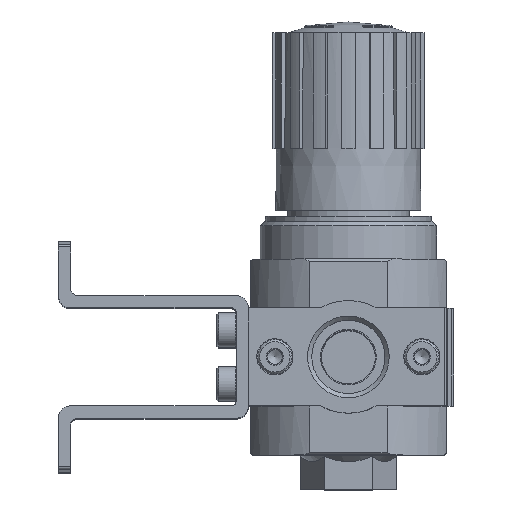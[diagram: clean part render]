
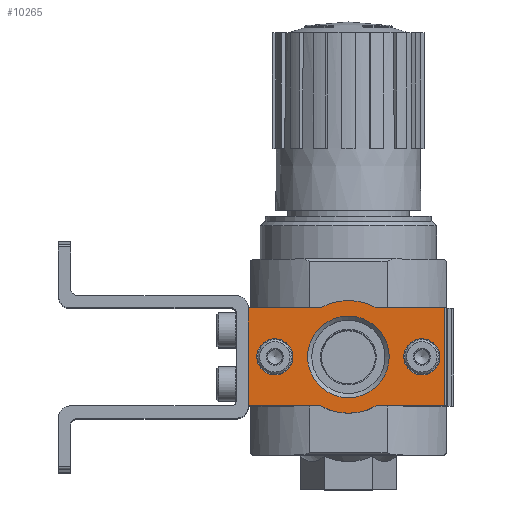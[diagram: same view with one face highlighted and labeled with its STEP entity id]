
A CAD part, top view. The second image highlights one B-rep face of the part: STEP entity #10265.
In plain terms, the highlighted face is planar.
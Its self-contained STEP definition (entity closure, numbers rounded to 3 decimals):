
#411=PLANE('',#11088);
#791=LINE('',#15732,#1445);
#795=LINE('',#15740,#1449);
#799=LINE('',#15752,#1453);
#802=LINE('',#15762,#1456);
#805=LINE('',#15768,#1459);
#808=LINE('',#15777,#1462);
#1445=VECTOR('',#12761,1000.);
#1449=VECTOR('',#12767,1000.);
#1453=VECTOR('',#12779,1000.);
#1456=VECTOR('',#12788,1000.);
#1459=VECTOR('',#12793,1000.);
#1462=VECTOR('',#12804,1000.);
#2916=ORIENTED_EDGE('',*,*,#4959,.T.);
#2917=ORIENTED_EDGE('',*,*,#4960,.T.);
#2918=ORIENTED_EDGE('',*,*,#4961,.T.);
#2919=ORIENTED_EDGE('',*,*,#4935,.T.);
#2920=ORIENTED_EDGE('',*,*,#4939,.T.);
#2921=ORIENTED_EDGE('',*,*,#4942,.T.);
#2922=ORIENTED_EDGE('',*,*,#4945,.T.);
#2923=ORIENTED_EDGE('',*,*,#4950,.T.);
#2924=ORIENTED_EDGE('',*,*,#4953,.T.);
#2925=ORIENTED_EDGE('',*,*,#4956,.T.);
#2926=ORIENTED_EDGE('',*,*,#4958,.T.);
#4935=EDGE_CURVE('',#6055,#6054,#791,.T.);
#4939=EDGE_CURVE('',#6054,#6057,#795,.T.);
#4942=EDGE_CURVE('',#6057,#6059,#6798,.T.);
#4945=EDGE_CURVE('',#6059,#6061,#799,.T.);
#4950=EDGE_CURVE('',#6061,#6065,#802,.T.);
#4953=EDGE_CURVE('',#6065,#6067,#805,.T.);
#4956=EDGE_CURVE('',#6067,#6069,#6802,.T.);
#4958=EDGE_CURVE('',#6069,#6055,#808,.T.);
#4959=EDGE_CURVE('',#6070,#6070,#6803,.T.);
#4960=EDGE_CURVE('',#6071,#6071,#6804,.T.);
#4961=EDGE_CURVE('',#6072,#6072,#6805,.T.);
#6054=VERTEX_POINT('',#15731);
#6055=VERTEX_POINT('',#15733);
#6057=VERTEX_POINT('',#15739);
#6059=VERTEX_POINT('',#15745);
#6061=VERTEX_POINT('',#15751);
#6065=VERTEX_POINT('',#15761);
#6067=VERTEX_POINT('',#15767);
#6069=VERTEX_POINT('',#15773);
#6070=VERTEX_POINT('',#15780);
#6071=VERTEX_POINT('',#15782);
#6072=VERTEX_POINT('',#15784);
#6798=CIRCLE('',#11078,11.5);
#6802=CIRCLE('',#11086,11.5);
#6803=CIRCLE('',#11089,3.7);
#6804=CIRCLE('',#11090,3.7);
#6805=CIRCLE('',#11091,8.331);
#7333=EDGE_LOOP('',(#2916));
#7334=EDGE_LOOP('',(#2917));
#7335=EDGE_LOOP('',(#2918));
#7336=EDGE_LOOP('',(#2919,#2920,#2921,#2922,#2923,#2924,#2925,#2926));
#8066=FACE_BOUND('',#7333,.T.);
#8067=FACE_BOUND('',#7334,.T.);
#8068=FACE_BOUND('',#7335,.T.);
#8069=FACE_BOUND('',#7336,.T.);
#10265=ADVANCED_FACE('',(#8066,#8067,#8068,#8069),#411,.T.);
#11078=AXIS2_PLACEMENT_3D('',#15746,#12773,#12774);
#11086=AXIS2_PLACEMENT_3D('',#15774,#12799,#12800);
#11088=AXIS2_PLACEMENT_3D('',#15778,#12805,#12806);
#11089=AXIS2_PLACEMENT_3D('',#15779,#12807,#12808);
#11090=AXIS2_PLACEMENT_3D('',#15781,#12809,#12810);
#11091=AXIS2_PLACEMENT_3D('',#15783,#12811,#12812);
#12761=DIRECTION('',(0.,0.,1.));
#12767=DIRECTION('',(1.,0.,0.));
#12773=DIRECTION('',(0.,1.,0.));
#12774=DIRECTION('',(1.,0.,0.));
#12779=DIRECTION('',(1.,0.,0.));
#12788=DIRECTION('',(0.,0.,-1.));
#12793=DIRECTION('',(-1.,0.,0.));
#12799=DIRECTION('',(0.,1.,0.));
#12800=DIRECTION('',(1.,0.,0.));
#12804=DIRECTION('',(-1.,0.,0.));
#12805=DIRECTION('',(0.,1.,0.));
#12806=DIRECTION('',(0.,0.,1.));
#12807=DIRECTION('',(0.,-1.,0.));
#12808=DIRECTION('',(0.,0.,-1.));
#12809=DIRECTION('',(0.,-1.,0.));
#12810=DIRECTION('',(0.,0.,-1.));
#12811=DIRECTION('',(0.,-1.,0.));
#12812=DIRECTION('',(0.,0.,-1.));
#15731=CARTESIAN_POINT('',(-20.,15.,10.));
#15732=CARTESIAN_POINT('',(-20.,15.,-10.));
#15733=CARTESIAN_POINT('',(-20.,15.,-10.));
#15739=CARTESIAN_POINT('',(-6.079,15.,10.));
#15740=CARTESIAN_POINT('',(-20.,15.,10.));
#15745=CARTESIAN_POINT('',(5.279,15.,10.));
#15746=CARTESIAN_POINT('',(-0.4,15.,0.));
#15751=CARTESIAN_POINT('',(20.,15.,10.));
#15752=CARTESIAN_POINT('',(5.279,15.,10.));
#15761=CARTESIAN_POINT('',(20.,15.,-10.));
#15762=CARTESIAN_POINT('',(20.,15.,10.));
#15767=CARTESIAN_POINT('',(5.279,15.,-10.));
#15768=CARTESIAN_POINT('',(20.,15.,-10.));
#15773=CARTESIAN_POINT('',(-6.079,15.,-10.));
#15774=CARTESIAN_POINT('',(-0.4,15.,0.));
#15777=CARTESIAN_POINT('',(-6.079,15.,-10.));
#15778=CARTESIAN_POINT('',(-0.4,15.,0.));
#15779=CARTESIAN_POINT('',(-15.4,15.,0.));
#15780=CARTESIAN_POINT('',(-15.4,15.,-3.7));
#15781=CARTESIAN_POINT('',(14.6,15.,0.));
#15782=CARTESIAN_POINT('',(14.6,15.,-3.7));
#15783=CARTESIAN_POINT('',(-0.4,15.,0.));
#15784=CARTESIAN_POINT('',(-0.4,15.,-8.331));
